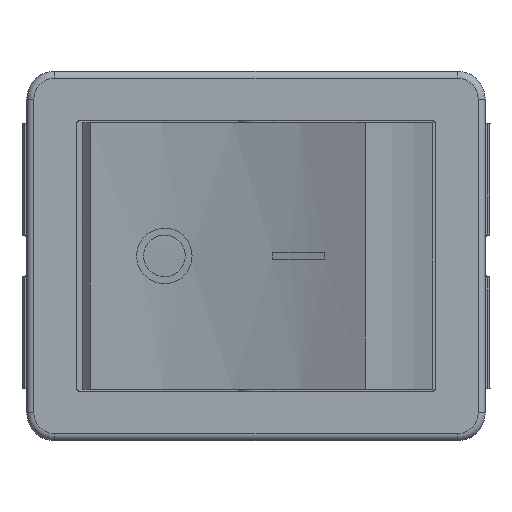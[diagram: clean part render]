
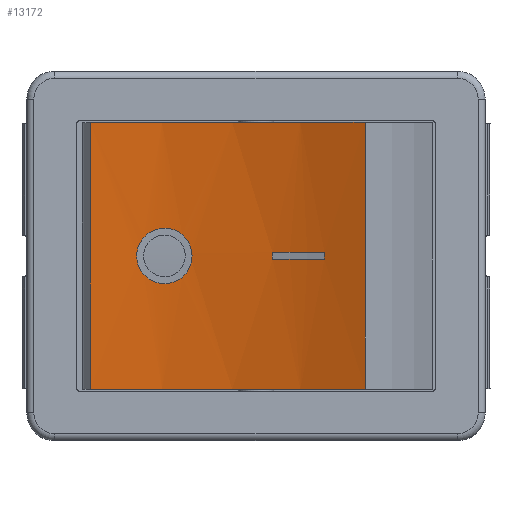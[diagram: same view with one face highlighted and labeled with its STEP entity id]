
A CAD part, top view. The second image highlights one B-rep face of the part: STEP entity #13172.
In plain terms, the highlighted cylindrical face has radius 42.568 mm (diameter 85.136 mm), a partial arc.
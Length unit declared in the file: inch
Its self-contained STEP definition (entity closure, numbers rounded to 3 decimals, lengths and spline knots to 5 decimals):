
#33=B_SPLINE_CURVE_WITH_KNOTS('',3,(#18067,#18068,#18069,#18070,#18071,
#18072,#18073,#18074,#18075,#18076,#18077,#18078,#18079,#18080,#18081,#18082,
#18083,#18084),.UNSPECIFIED.,.F.,.F.,(4,2,2,2,2,2,2,2,4),(0.,0.07531,
0.15061,0.22635,0.30208,0.37814,
0.4542,0.52954,0.60488),.UNSPECIFIED.);
#34=B_SPLINE_CURVE_WITH_KNOTS('',3,(#18085,#18086,#18087,#18088,#18089,
#18090,#18091,#18092,#18093,#18094,#18095,#18096,#18097,#18098,#18099,#18100,
#18101,#18102),.UNSPECIFIED.,.F.,.F.,(4,2,2,2,2,2,2,2,4),(0.60488,
0.68022,0.75556,0.83162,0.90768,
0.98342,1.05915,1.13445,1.20976),
 .UNSPECIFIED.);
#438=FACE_BOUND('',#1682,.T.);
#439=FACE_BOUND('',#1683,.T.);
#1150=FACE_OUTER_BOUND('',#1681,.T.);
#1681=EDGE_LOOP('',(#9469,#9470,#9471,#9472));
#1682=EDGE_LOOP('',(#9473,#9474,#9475,#9476));
#1683=EDGE_LOOP('',(#9477,#9478));
#2211=CIRCLE('',#13755,1.67591);
#2213=CIRCLE('',#13760,1.67591);
#2215=CIRCLE('',#13764,1.67591);
#2216=CIRCLE('',#13765,1.67591);
#2714=LINE('',#18115,#4114);
#2717=LINE('',#18121,#4117);
#2720=LINE('',#18134,#4120);
#2721=LINE('',#18137,#4121);
#4114=VECTOR('',#15033,0.3937);
#4117=VECTOR('',#15038,0.3937);
#4120=VECTOR('',#15053,0.3937);
#4121=VECTOR('',#15056,0.3937);
#5432=VERTEX_POINT('',#18065);
#5433=VERTEX_POINT('',#18066);
#5434=VERTEX_POINT('',#18105);
#5435=VERTEX_POINT('',#18106);
#5438=VERTEX_POINT('',#18114);
#5440=VERTEX_POINT('',#18120);
#5442=VERTEX_POINT('',#18130);
#5443=VERTEX_POINT('',#18131);
#5444=VERTEX_POINT('',#18133);
#5445=VERTEX_POINT('',#18135);
#7130=EDGE_CURVE('',#5432,#5433,#33,.T.);
#7131=EDGE_CURVE('',#5433,#5432,#34,.T.);
#7133=EDGE_CURVE('',#5434,#5435,#2211,.T.);
#7137=EDGE_CURVE('',#5435,#5438,#2714,.T.);
#7140=EDGE_CURVE('',#5440,#5434,#2717,.T.);
#7143=EDGE_CURVE('',#5438,#5440,#2213,.T.);
#7145=EDGE_CURVE('',#5442,#5443,#2215,.T.);
#7146=EDGE_CURVE('',#5443,#5444,#2720,.T.);
#7147=EDGE_CURVE('',#5444,#5445,#2216,.T.);
#7148=EDGE_CURVE('',#5442,#5445,#2721,.T.);
#9469=ORIENTED_EDGE('',*,*,#7145,.T.);
#9470=ORIENTED_EDGE('',*,*,#7146,.T.);
#9471=ORIENTED_EDGE('',*,*,#7147,.T.);
#9472=ORIENTED_EDGE('',*,*,#7148,.F.);
#9473=ORIENTED_EDGE('',*,*,#7133,.T.);
#9474=ORIENTED_EDGE('',*,*,#7137,.T.);
#9475=ORIENTED_EDGE('',*,*,#7143,.T.);
#9476=ORIENTED_EDGE('',*,*,#7140,.T.);
#9477=ORIENTED_EDGE('',*,*,#7130,.T.);
#9478=ORIENTED_EDGE('',*,*,#7131,.T.);
#12642=CYLINDRICAL_SURFACE('',#13763,1.67591);
#13172=ADVANCED_FACE('',(#1150,#438,#439),#12642,.F.);
#13755=AXIS2_PLACEMENT_3D('',#18107,#15025,#15026);
#13760=AXIS2_PLACEMENT_3D('',#18126,#15043,#15044);
#13763=AXIS2_PLACEMENT_3D('',#18129,#15049,#15050);
#13764=AXIS2_PLACEMENT_3D('',#18132,#15051,#15052);
#13765=AXIS2_PLACEMENT_3D('',#18136,#15054,#15055);
#15025=DIRECTION('center_axis',(0.,1.,0.));
#15026=DIRECTION('ref_axis',(0.019,0.,-1.));
#15033=DIRECTION('',(0.,1.,0.));
#15038=DIRECTION('',(0.,-1.,0.));
#15043=DIRECTION('center_axis',(0.,-1.,0.));
#15044=DIRECTION('ref_axis',(0.019,0.,-1.));
#15049=DIRECTION('center_axis',(0.,-1.,0.));
#15050=DIRECTION('ref_axis',(0.019,0.,-1.));
#15051=DIRECTION('center_axis',(0.,-1.,0.));
#15052=DIRECTION('ref_axis',(0.019,0.,-1.));
#15053=DIRECTION('',(0.,1.,0.));
#15054=DIRECTION('center_axis',(0.,1.,0.));
#15055=DIRECTION('ref_axis',(0.019,0.,-1.));
#15056=DIRECTION('',(0.,1.,0.));
#18065=CARTESIAN_POINT('',(-0.18138,0.,0.7249));
#18066=CARTESIAN_POINT('',(-0.33829,0.,0.70206));
#18067=CARTESIAN_POINT('Ctrl Pts',(-0.18138,0.,
0.7249));
#18068=CARTESIAN_POINT('Ctrl Pts',(-0.18138,-0.00988,
0.7249));
#18069=CARTESIAN_POINT('Ctrl Pts',(-0.18332,-0.02042,
0.72452));
#18070=CARTESIAN_POINT('Ctrl Pts',(-0.19122,-0.03981,
0.72301));
#18071=CARTESIAN_POINT('Ctrl Pts',(-0.19719,-0.04865,
0.72189));
#18072=CARTESIAN_POINT('Ctrl Pts',(-0.21099,-0.06265,
0.71941));
#18073=CARTESIAN_POINT('Ctrl Pts',(-0.21977,-0.06873,
0.71788));
#18074=CARTESIAN_POINT('Ctrl Pts',(-0.23903,-0.07677,
0.71471));
#18075=CARTESIAN_POINT('Ctrl Pts',(-0.24951,-0.07874,
0.71309));
#18076=CARTESIAN_POINT('Ctrl Pts',(-0.26922,-0.07874,
0.71021));
#18077=CARTESIAN_POINT('Ctrl Pts',(-0.27978,-0.07675,
0.70878));
#18078=CARTESIAN_POINT('Ctrl Pts',(-0.29923,-0.06869,
0.7063));
#18079=CARTESIAN_POINT('Ctrl Pts',(-0.30813,-0.0626,
0.70526));
#18080=CARTESIAN_POINT('Ctrl Pts',(-0.32215,-0.04861,
0.70369));
#18081=CARTESIAN_POINT('Ctrl Pts',(-0.32822,-0.03978,
0.70306));
#18082=CARTESIAN_POINT('Ctrl Pts',(-0.3363,-0.02042,
0.70225));
#18083=CARTESIAN_POINT('Ctrl Pts',(-0.33829,-0.00989,
0.70206));
#18084=CARTESIAN_POINT('Ctrl Pts',(-0.33829,0.,
0.70206));
#18085=CARTESIAN_POINT('Ctrl Pts',(-0.33829,0.,
0.70206));
#18086=CARTESIAN_POINT('Ctrl Pts',(-0.33829,0.00989,
0.70206));
#18087=CARTESIAN_POINT('Ctrl Pts',(-0.3363,0.02042,
0.70225));
#18088=CARTESIAN_POINT('Ctrl Pts',(-0.32822,0.03978,
0.70306));
#18089=CARTESIAN_POINT('Ctrl Pts',(-0.32215,0.04861,
0.70369));
#18090=CARTESIAN_POINT('Ctrl Pts',(-0.30813,0.0626,
0.70526));
#18091=CARTESIAN_POINT('Ctrl Pts',(-0.29923,0.06869,
0.7063));
#18092=CARTESIAN_POINT('Ctrl Pts',(-0.27978,0.07675,
0.70878));
#18093=CARTESIAN_POINT('Ctrl Pts',(-0.26922,0.07874,
0.71021));
#18094=CARTESIAN_POINT('Ctrl Pts',(-0.24951,0.07874,
0.71309));
#18095=CARTESIAN_POINT('Ctrl Pts',(-0.23903,0.07677,
0.71471));
#18096=CARTESIAN_POINT('Ctrl Pts',(-0.21977,0.06873,
0.71788));
#18097=CARTESIAN_POINT('Ctrl Pts',(-0.21099,0.06265,
0.71941));
#18098=CARTESIAN_POINT('Ctrl Pts',(-0.19719,0.04865,
0.72189));
#18099=CARTESIAN_POINT('Ctrl Pts',(-0.19122,0.03981,
0.72301));
#18100=CARTESIAN_POINT('Ctrl Pts',(-0.18332,0.02042,
0.72452));
#18101=CARTESIAN_POINT('Ctrl Pts',(-0.18138,0.00988,
0.7249));
#18102=CARTESIAN_POINT('Ctrl Pts',(-0.18138,0.,
0.7249));
#18105=CARTESIAN_POINT('',(0.19402,-0.00984,0.84505));
#18106=CARTESIAN_POINT('',(0.04675,-0.00984,0.78618));
#18107=CARTESIAN_POINT('Origin',(-0.50101,-0.00984,
2.37004));
#18114=CARTESIAN_POINT('',(0.04675,0.00984,0.78618));
#18115=CARTESIAN_POINT('',(0.04675,0.,0.78618));
#18120=CARTESIAN_POINT('',(0.19402,0.00984,0.84505));
#18121=CARTESIAN_POINT('',(0.19402,0.,0.84505));
#18126=CARTESIAN_POINT('Origin',(-0.50101,0.00984,
2.37004));
#18129=CARTESIAN_POINT('Origin',(-0.50101,0.,
2.37004));
#18130=CARTESIAN_POINT('',(-0.46941,-0.37795,0.69444));
#18131=CARTESIAN_POINT('',(0.30942,-0.37795,0.90312));
#18132=CARTESIAN_POINT('Origin',(-0.50101,-0.37795,
2.37004));
#18133=CARTESIAN_POINT('',(0.30942,0.37795,0.90312));
#18134=CARTESIAN_POINT('',(0.30942,0.,0.90312));
#18135=CARTESIAN_POINT('',(-0.46941,0.37795,0.69444));
#18136=CARTESIAN_POINT('Origin',(-0.50101,0.37795,2.37004));
#18137=CARTESIAN_POINT('',(-0.46941,0.,0.69444));
